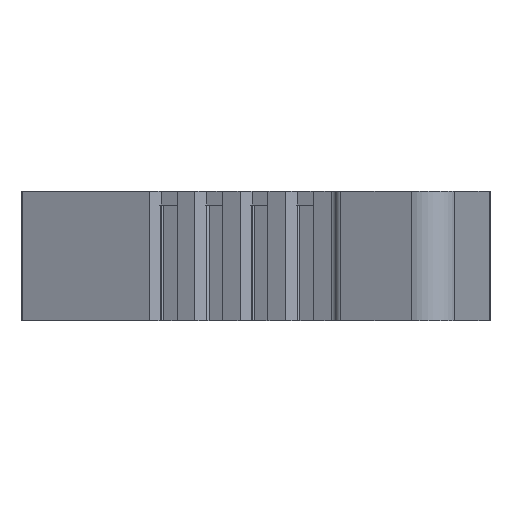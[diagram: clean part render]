
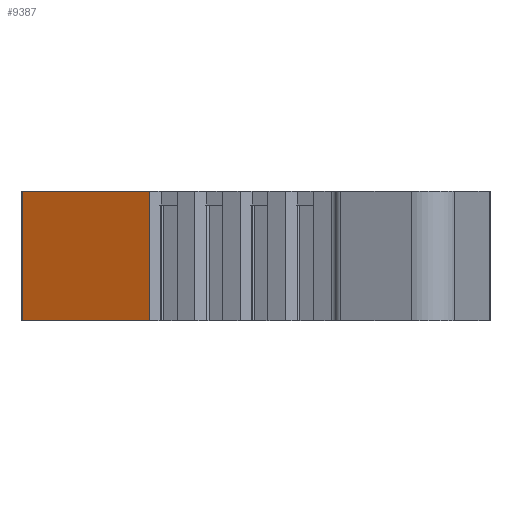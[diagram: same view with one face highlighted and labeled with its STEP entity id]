
A CAD part, left-side view. The second image highlights one B-rep face of the part: STEP entity #9387.
In plain terms, the highlighted planar face has unit normal (-0.906, 0.423, 0).
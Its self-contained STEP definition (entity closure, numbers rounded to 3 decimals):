
#245 = LINE ( 'NONE', #7211, #12416 ) ;
#1298 = VECTOR ( 'NONE', #5321, 1000. ) ;
#1783 = ORIENTED_EDGE ( 'NONE', *, *, #4293, .F. ) ;
#2406 = DIRECTION ( 'NONE',  ( -0.423, -0.906, 0. ) ) ;
#3246 = VERTEX_POINT ( 'NONE', #12107 ) ;
#3448 = CARTESIAN_POINT ( 'NONE',  ( -10.579, 11.413, -4. ) ) ;
#3522 = ORIENTED_EDGE ( 'NONE', *, *, #11885, .F. ) ;
#3527 = ORIENTED_EDGE ( 'NONE', *, *, #5217, .T. ) ;
#3696 = AXIS2_PLACEMENT_3D ( 'NONE', #4967, #11658, #5908 ) ;
#3827 = CARTESIAN_POINT ( 'NONE',  ( -14.247, 3.546, 4. ) ) ;
#4293 = EDGE_CURVE ( 'NONE', #3246, #8300, #5835, .T. ) ;
#4387 = CARTESIAN_POINT ( 'NONE',  ( -14.247, 3.546, -4. ) ) ;
#4559 = EDGE_LOOP ( 'NONE', ( #3527, #3522, #1783, #7736 ) ) ;
#4967 = CARTESIAN_POINT ( 'NONE',  ( -14.247, 3.546, -4. ) ) ;
#5183 = FACE_OUTER_BOUND ( 'NONE', #4559, .T. ) ;
#5217 = EDGE_CURVE ( 'NONE', #5763, #7871, #8944, .T. ) ;
#5321 = DIRECTION ( 'NONE',  ( 0., 0., 1. ) ) ;
#5433 = CARTESIAN_POINT ( 'NONE',  ( -10.579, 11.413, 4. ) ) ;
#5763 = VERTEX_POINT ( 'NONE', #10583 ) ;
#5835 = LINE ( 'NONE', #3448, #8089 ) ;
#5869 = PLANE ( 'NONE',  #3696 ) ;
#5892 = VECTOR ( 'NONE', #12125, 1000. ) ;
#5908 = DIRECTION ( 'NONE',  ( -0.423, -0.906, 0. ) ) ;
#7211 = CARTESIAN_POINT ( 'NONE',  ( -14.247, 3.546, -4. ) ) ;
#7736 = ORIENTED_EDGE ( 'NONE', *, *, #8696, .T. ) ;
#7871 = VERTEX_POINT ( 'NONE', #3827 ) ;
#8089 = VECTOR ( 'NONE', #12039, 1000. ) ;
#8300 = VERTEX_POINT ( 'NONE', #5433 ) ;
#8696 = EDGE_CURVE ( 'NONE', #3246, #5763, #245, .T. ) ;
#8944 = LINE ( 'NONE', #4387, #1298 ) ;
#9252 = CARTESIAN_POINT ( 'NONE',  ( -14.247, 3.546, 4. ) ) ;
#9387 = ADVANCED_FACE ( 'NONE', ( #5183 ), #5869, .T. ) ;
#10583 = CARTESIAN_POINT ( 'NONE',  ( -14.247, 3.546, -4. ) ) ;
#10678 = LINE ( 'NONE', #9252, #5892 ) ;
#11658 = DIRECTION ( 'NONE',  ( -0.906, 0.423, 0. ) ) ;
#11885 = EDGE_CURVE ( 'NONE', #8300, #7871, #10678, .T. ) ;
#12039 = DIRECTION ( 'NONE',  ( 0., 0., 1. ) ) ;
#12107 = CARTESIAN_POINT ( 'NONE',  ( -10.579, 11.413, -4. ) ) ;
#12125 = DIRECTION ( 'NONE',  ( -0.423, -0.906, 0. ) ) ;
#12416 = VECTOR ( 'NONE', #2406, 1000. ) ;
